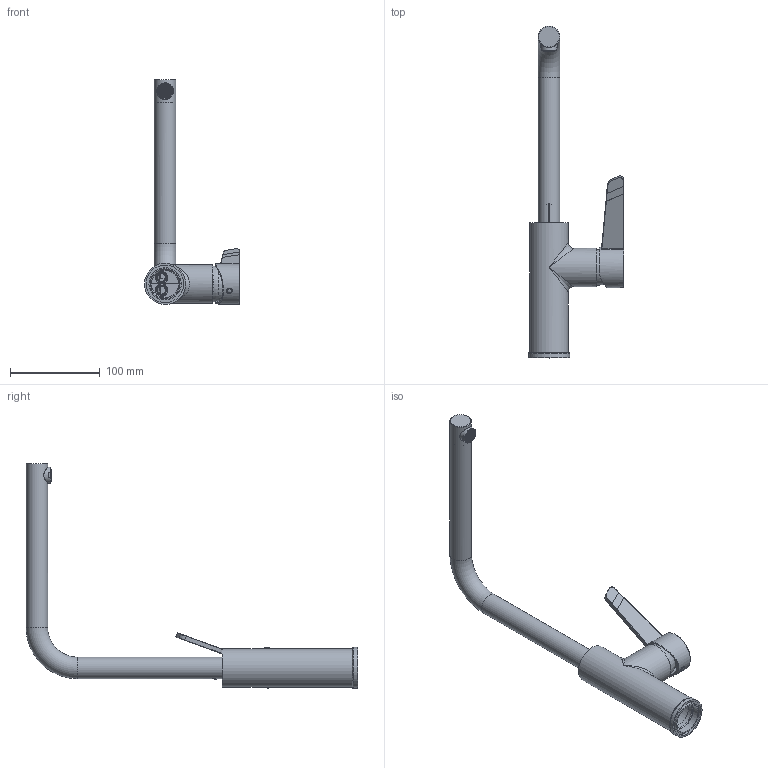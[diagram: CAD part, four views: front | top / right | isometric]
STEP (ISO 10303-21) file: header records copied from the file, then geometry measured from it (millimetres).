
FILE_DESCRIPTION (( 'STEP AP203' ), '1' );
FILE_NAME ('38EP04204.STEP', '2021-03-22T06:41:49', ( '' ), ( '' ), 'SwSTEP 2.0', 'SolidWorks 2018', '' );
FILE_SCHEMA (( 'CONFIG_CONTROL_DESIGN' ));
Length unit declared in the file: millimetre
Products named in the file (1): 38EP04204
Bounding box: 106.1 x 370 x 251 mm (x, y, z)
Volume: 127751.9 mm3; surface area: 145553.3 mm2
Topology: 9 solids, 9 shells, 651 faces, 1751 edges, 1143 vertices
Faces by surface type: plane 452, cylinder 115, bspline 35, cone 33, torus 15, sphere 1
Full cylindrical faces by diameter (mm): 4.7 x1, 5 x1, 5.1 x2, 5.5 x2, 8 x2, 9 x4, 10 x1, 10.6 x2, 11.3 x2, 12 x1, 13 x1, 13.3 x1, 13.95 x2, 14.3 x1, 15 x1, 15.3 x2, 16.5 x2, 17 x2, 18 x2, 18.5 x1, 19.5 x1, 21.5 x1, 22.4 x2, 23 x1, 24 x2, 24.5 x1, 29 x1, 30.5 x1, 31 x1, 33.5 x1
Entity records: 26253 total; most frequent: CARTESIAN_POINT 10744, ORIENTED_EDGE 3234, DIRECTION 2842, EDGE_CURVE 1617, LINE 1160, VECTOR 1160, VERTEX_POINT 1108, EDGE_LOOP 907
